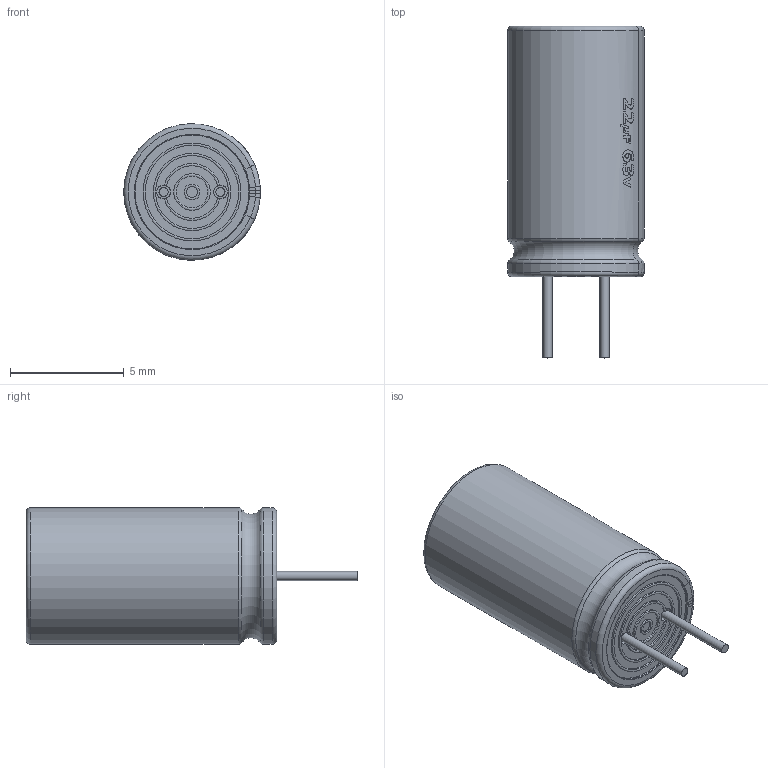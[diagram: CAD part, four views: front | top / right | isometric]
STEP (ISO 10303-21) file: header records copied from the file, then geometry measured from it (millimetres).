
FILE_DESCRIPTION(/* description */ (''),/* implementation_level */ '2;1');
FILE_NAME(/* name */ '22uF 63V electr -6x11mm -P.diameter 2.5mm.stp',/* time_stamp */ '2022-03-12T00:11:56+01:00',/* author */ ('JOSE LUIS'),/* organization */ (''),/* preprocessor_version */ 'ST-DEVELOPER v18',/* originating_system */ 'Autodesk Inventor 2020',/* authorisation */ '');
FILE_SCHEMA (('AUTOMOTIVE_DESIGN { 1 0 10303 214 3 1 1 }'));
Length unit declared in the file: millimetre
Products named in the file (1): 22uF 63V electr -6x11mm -P.diameter 2.5mm
Bounding box: 6 x 14.57 x 6 mm (x, y, z)
Volume: 304.4 mm3; surface area: 283.6 mm2
Topology: 3 solids, 3 shells, 116 faces, 487 edges, 399 vertices
Faces by surface type: cylinder 55, plane 37, torus 24
Full cylindrical faces by diameter (mm): 0.4 x2, 0.5 x1, 0.6 x2, 0.7 x1, 1.4 x1, 1.6 x1, 3.2 x1, 3.4 x1, 4.1 x1, 4.3 x1, 5 x2
Entity records: 6113 total; most frequent: CARTESIAN_POINT 1729, ORIENTED_EDGE 974, DIRECTION 821, EDGE_CURVE 487, VERTEX_POINT 399, AXIS2_PLACEMENT_3D 338, CIRCLE 217, LINE 145
